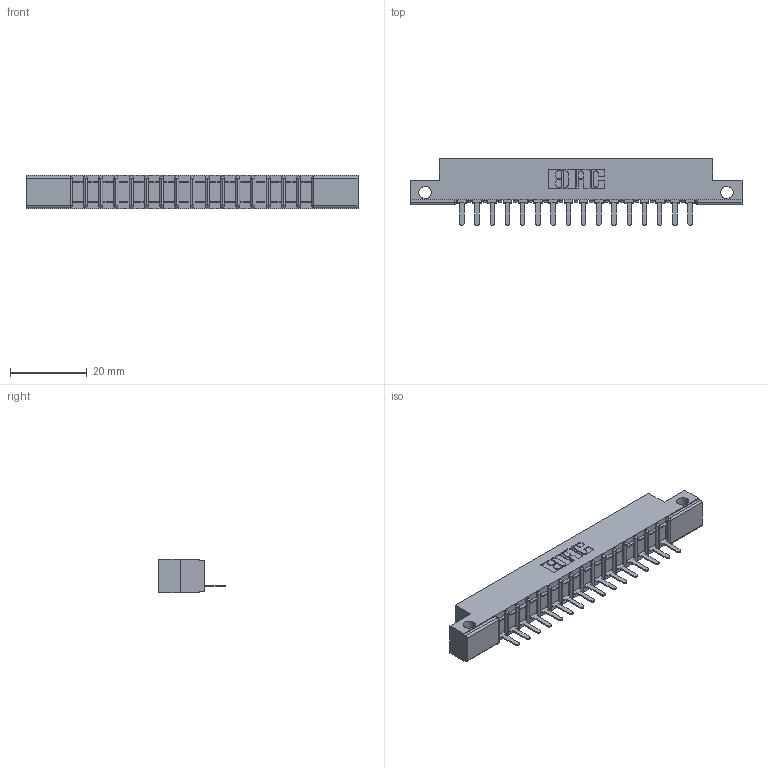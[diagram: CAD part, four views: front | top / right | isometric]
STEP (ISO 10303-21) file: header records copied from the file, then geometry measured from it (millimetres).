
FILE_DESCRIPTION (( 'STEP AP203' ), '1' );
FILE_NAME ('357-016-521-112.STEP', '2018-08-08T02:15:14', ( '' ), ( '' ), 'SwSTEP 2.0', 'SolidWorks 2016', '' );
FILE_SCHEMA (( 'CONFIG_CONTROL_DESIGN' ));
Length unit declared in the file: inch
Products named in the file (3): 307 Part_.128 Dia Side Mounting Holes; 307-290-002_521; 357-016-521-112
Assembly tree (17 placements, depth 2):
  357-016-521-112
    307 Part_.128 Dia Side Mounting Holes
    307-290-002_521  x16
Bounding box: 86.41 x 17.42 x 8.71 mm (x, y, z)
Volume: 5626.6 mm3; surface area: 9772.2 mm2
Topology: 17 solids, 17 shells, 1319 faces, 4035 edges, 2642 vertices
Faces by surface type: plane 790, cylinder 495, sphere 34
Entity records: 17642 total; most frequent: CARTESIAN_POINT 2972, ORIENTED_EDGE 2962, DIRECTION 2899, EDGE_CURVE 1481, LINE 1121, VECTOR 1121, VERTEX_POINT 962, AXIS2_PLACEMENT_3D 889
